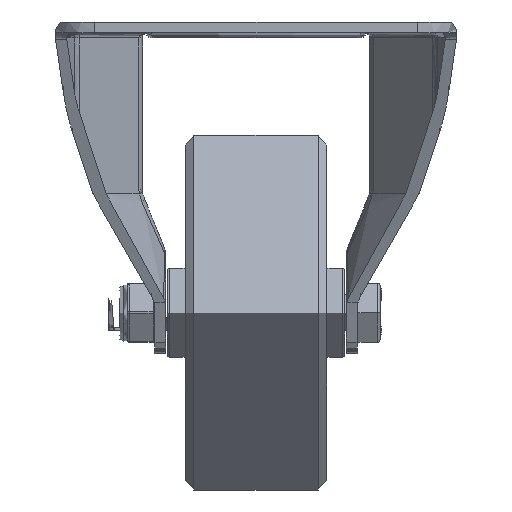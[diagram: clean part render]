
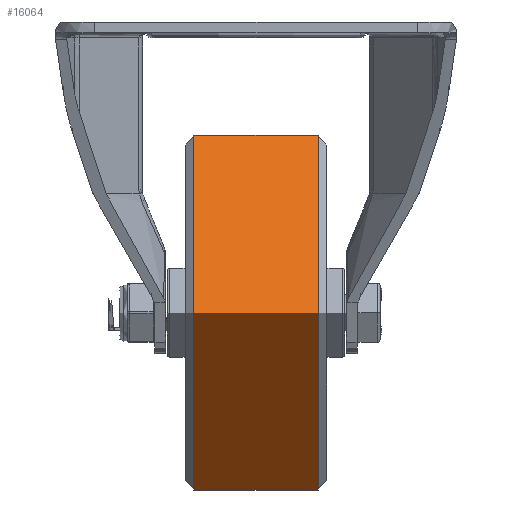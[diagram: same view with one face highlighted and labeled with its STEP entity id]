
A CAD part, left-side view. The second image highlights one B-rep face of the part: STEP entity #16064.
In plain terms, the highlighted cylindrical face has radius 50 mm (diameter 100 mm), a full revolution.
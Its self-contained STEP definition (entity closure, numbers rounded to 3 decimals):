
#2021=FACE_OUTER_BOUND('',#2970,.T.);
#2970=EDGE_LOOP('',(#11964,#11965,#11966,#11967));
#4010=LINE('',#33349,#5216);
#5216=VECTOR('',#19287,50.);
#6323=CIRCLE('',#17308,50.);
#6325=CIRCLE('',#17311,50.);
#7058=VERTEX_POINT('',#33342);
#7060=VERTEX_POINT('',#33348);
#8879=EDGE_CURVE('',#7058,#7058,#6323,.T.);
#8882=EDGE_CURVE('',#7058,#7060,#4010,.T.);
#8883=EDGE_CURVE('',#7060,#7060,#6325,.T.);
#11964=ORIENTED_EDGE('',*,*,#8879,.F.);
#11965=ORIENTED_EDGE('',*,*,#8882,.T.);
#11966=ORIENTED_EDGE('',*,*,#8883,.T.);
#11967=ORIENTED_EDGE('',*,*,#8882,.F.);
#15668=CYLINDRICAL_SURFACE('',#17310,50.);
#16064=ADVANCED_FACE('',(#2021),#15668,.T.);
#17308=AXIS2_PLACEMENT_3D('',#33343,#19280,#19281);
#17310=AXIS2_PLACEMENT_3D('',#33347,#19285,#19286);
#17311=AXIS2_PLACEMENT_3D('',#33350,#19288,#19289);
#19280=DIRECTION('center_axis',(-1.,0.,0.));
#19281=DIRECTION('ref_axis',(0.,0.,1.));
#19285=DIRECTION('center_axis',(-1.,0.,0.));
#19286=DIRECTION('ref_axis',(0.,0.,1.));
#19287=DIRECTION('',(1.,0.,0.));
#19288=DIRECTION('center_axis',(-1.,0.,0.));
#19289=DIRECTION('ref_axis',(0.,0.,1.));
#33342=CARTESIAN_POINT('',(-17.5,0.,-50.));
#33343=CARTESIAN_POINT('Origin',(-17.5,0.,0.));
#33347=CARTESIAN_POINT('Origin',(0.,0.,0.));
#33348=CARTESIAN_POINT('',(17.5,0.,-50.));
#33349=CARTESIAN_POINT('',(0.,0.,-50.));
#33350=CARTESIAN_POINT('Origin',(17.5,0.,0.));
